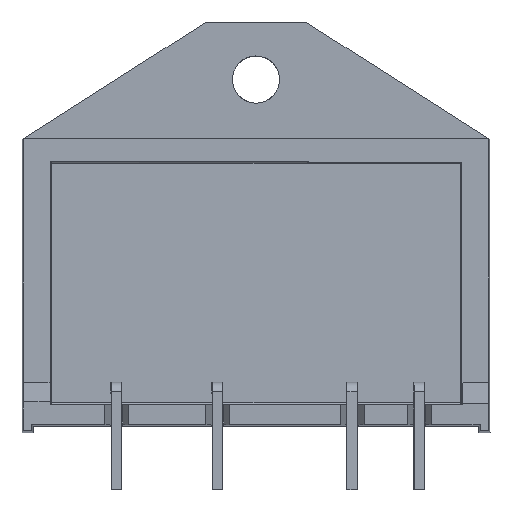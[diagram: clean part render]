
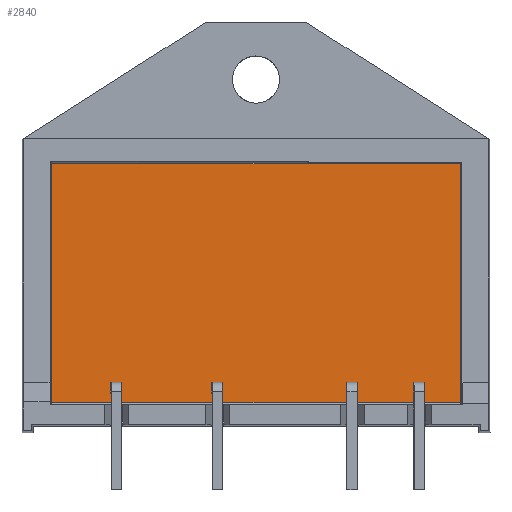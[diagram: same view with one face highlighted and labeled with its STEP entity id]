
A CAD part, top view. The second image highlights one B-rep face of the part: STEP entity #2840.
In plain terms, the highlighted planar face has unit normal (0.009, 0, 1).
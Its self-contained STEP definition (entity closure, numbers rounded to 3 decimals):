
#8 = VECTOR ( 'NONE', #5703, 1000. ) ;
#594 = DIRECTION ( 'NONE',  ( 0., 1., 0. ) ) ;
#598 = CARTESIAN_POINT ( 'NONE',  ( -7.887, 17.754, 0.478 ) ) ;
#1061 = VECTOR ( 'NONE', #6179, 1000. ) ;
#1569 = AXIS2_PLACEMENT_3D ( 'NONE', #2419, #2418, #2417 ) ;
#1698 = VERTEX_POINT ( 'NONE', #4387 ) ;
#1951 = LINE ( 'NONE', #598, #4302 ) ;
#2039 = LINE ( 'NONE', #5705, #8 ) ;
#2141 = VERTEX_POINT ( 'NONE', #4522 ) ;
#2161 = VERTEX_POINT ( 'NONE', #4575 ) ;
#2183 = VERTEX_POINT ( 'NONE', #2800 ) ;
#2417 = DIRECTION ( 'NONE',  ( 1., 0., -0.009 ) ) ;
#2418 = DIRECTION ( 'NONE',  ( 0.009, 0., 1. ) ) ;
#2419 = CARTESIAN_POINT ( 'NONE',  ( -38.728, 8.671, 0.747 ) ) ;
#2420 = PLANE ( 'NONE',  #1569 ) ;
#2800 = CARTESIAN_POINT ( 'NONE',  ( -38.728, 8.671, 0.747 ) ) ;
#2840 = ADVANCED_FACE ( 'NONE', ( #5603 ), #2420, .T. ) ;
#2993 = ORIENTED_EDGE ( 'NONE', *, *, #6612, .T. ) ;
#2995 = ORIENTED_EDGE ( 'NONE', *, *, #6504, .T. ) ;
#3010 = ORIENTED_EDGE ( 'NONE', *, *, #6738, .T. ) ;
#3058 = ORIENTED_EDGE ( 'NONE', *, *, #6671, .T. ) ;
#3217 = B_SPLINE_CURVE_WITH_KNOTS ( 'NONE', 3,
 ( #4679, #4678, #4677, #4676 ),
 .UNSPECIFIED., .F., .F.,
 ( 4, 4 ),
 ( 0., 1. ),
 .UNSPECIFIED. ) ;
#3711 = EDGE_LOOP ( 'NONE', ( #3058, #2995, #3010, #2993 ) ) ;
#4302 = VECTOR ( 'NONE', #594, 1000. ) ;
#4387 = CARTESIAN_POINT ( 'NONE',  ( -38.728, 26.729, 0.747 ) ) ;
#4522 = CARTESIAN_POINT ( 'NONE',  ( -7.887, 26.726, 0.478 ) ) ;
#4575 = CARTESIAN_POINT ( 'NONE',  ( -7.887, 8.671, 0.478 ) ) ;
#4676 = CARTESIAN_POINT ( 'NONE',  ( -38.728, 26.729, 0.747 ) ) ;
#4677 = CARTESIAN_POINT ( 'NONE',  ( -28.447, 26.728, 0.657 ) ) ;
#4678 = CARTESIAN_POINT ( 'NONE',  ( -18.167, 26.727, 0.567 ) ) ;
#4679 = CARTESIAN_POINT ( 'NONE',  ( -7.887, 26.726, 0.478 ) ) ;
#4997 = LINE ( 'NONE', #5901, #1061 ) ;
#5603 = FACE_OUTER_BOUND ( 'NONE', #3711, .T. ) ;
#5703 = DIRECTION ( 'NONE',  ( 0., -1., 0. ) ) ;
#5705 = CARTESIAN_POINT ( 'NONE',  ( -38.728, 17.754, 0.747 ) ) ;
#5901 = CARTESIAN_POINT ( 'NONE',  ( -23.307, 8.671, 0.612 ) ) ;
#6179 = DIRECTION ( 'NONE',  ( 1., 0., -0.009 ) ) ;
#6504 = EDGE_CURVE ( 'NONE', #2161, #2141, #1951, .T. ) ;
#6612 = EDGE_CURVE ( 'NONE', #1698, #2183, #2039, .T. ) ;
#6671 = EDGE_CURVE ( 'NONE', #2183, #2161, #4997, .T. ) ;
#6738 = EDGE_CURVE ( 'NONE', #2141, #1698, #3217, .T. ) ;
